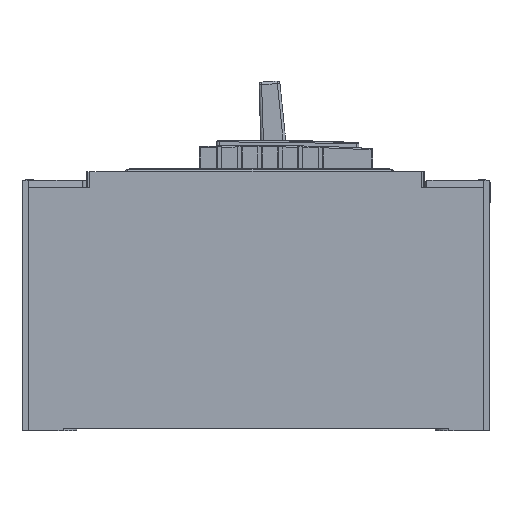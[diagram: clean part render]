
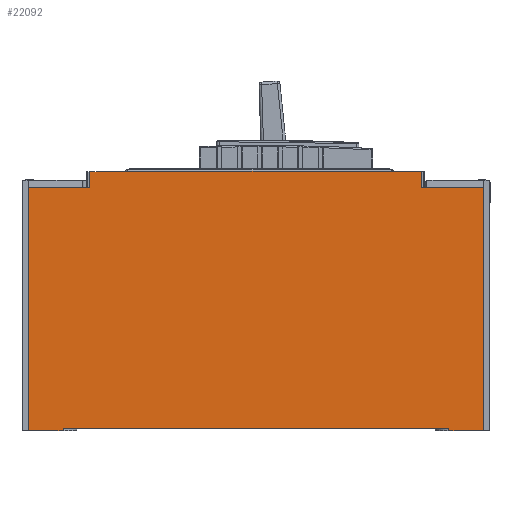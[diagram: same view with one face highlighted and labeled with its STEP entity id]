
A CAD part, left-side view. The second image highlights one B-rep face of the part: STEP entity #22092.
In plain terms, the highlighted planar face has unit normal (-1, 0, 0).
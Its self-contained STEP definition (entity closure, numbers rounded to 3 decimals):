
#159 = CARTESIAN_POINT ( 'NONE',  ( -60.65, -74.4, 72. ) ) ;
#280 = DIRECTION ( 'NONE',  ( 0., 0., -1. ) ) ;
#282 = DIRECTION ( 'NONE',  ( 0., 0., 1. ) ) ;
#866 = CARTESIAN_POINT ( 'NONE',  ( -60.65, 63.7, 99.6 ) ) ;
#1164 = CARTESIAN_POINT ( 'NONE',  ( -60.65, -74.4, -0.1 ) ) ;
#1172 = CARTESIAN_POINT ( 'NONE',  ( -60.65, 74., 0.8 ) ) ;
#1211 = LINE ( 'NONE', #27928, #35060 ) ;
#1335 = DIRECTION ( 'NONE',  ( 0., 0., 1. ) ) ;
#1676 = LINE ( 'NONE', #34948, #10373 ) ;
#2110 = LINE ( 'NONE', #19134, #6197 ) ;
#2205 = CARTESIAN_POINT ( 'NONE',  ( -60.65, 87.3, 93.4 ) ) ;
#2267 = VECTOR ( 'NONE', #282, 1000. ) ;
#2295 = LINE ( 'NONE', #29891, #3802 ) ;
#2456 = VECTOR ( 'NONE', #12912, 1000. ) ;
#2622 = VECTOR ( 'NONE', #35581, 1000. ) ;
#3302 = LINE ( 'NONE', #29942, #35631 ) ;
#3560 = FACE_OUTER_BOUND ( 'NONE', #19878, .T. ) ;
#3802 = VECTOR ( 'NONE', #280, 1000. ) ;
#3973 = CARTESIAN_POINT ( 'NONE',  ( -60.65, -37.2, -0.1 ) ) ;
#4747 = VERTEX_POINT ( 'NONE', #16245 ) ;
#5038 = CARTESIAN_POINT ( 'NONE',  ( -60.65, 87.3, -0.1 ) ) ;
#5420 = EDGE_CURVE ( 'NONE', #20863, #22865, #7574, .T. ) ;
#5691 = DIRECTION ( 'NONE',  ( 0., 0., -1. ) ) ;
#6052 = CARTESIAN_POINT ( 'NONE',  ( -60.65, -87.7, 93.4 ) ) ;
#6197 = VECTOR ( 'NONE', #25859, 1000. ) ;
#6367 = EDGE_CURVE ( 'NONE', #39976, #7106, #13899, .T. ) ;
#6554 = LINE ( 'NONE', #159, #14252 ) ;
#6614 = VERTEX_POINT ( 'NONE', #30145 ) ;
#6641 = ORIENTED_EDGE ( 'NONE', *, *, #35443, .F. ) ;
#6780 = CARTESIAN_POINT ( 'NONE',  ( -60.65, 74., 72.087 ) ) ;
#6843 = CARTESIAN_POINT ( 'NONE',  ( -60.65, 87.3, 72.087 ) ) ;
#6855 = VECTOR ( 'NONE', #14087, 1000. ) ;
#7106 = VERTEX_POINT ( 'NONE', #33177 ) ;
#7226 = ORIENTED_EDGE ( 'NONE', *, *, #11444, .F. ) ;
#7480 = CARTESIAN_POINT ( 'NONE',  ( -60.65, -87.7, 72. ) ) ;
#7574 = LINE ( 'NONE', #15452, #22895 ) ;
#7643 = ORIENTED_EDGE ( 'NONE', *, *, #34681, .F. ) ;
#8055 = DIRECTION ( 'NONE',  ( 0., 1., 0. ) ) ;
#8242 = EDGE_CURVE ( 'NONE', #39471, #30308, #9444, .T. ) ;
#9129 = CARTESIAN_POINT ( 'NONE',  ( -60.65, 49.1, 99.6 ) ) ;
#9444 = LINE ( 'NONE', #6843, #2267 ) ;
#10293 = LINE ( 'NONE', #6052, #2622 ) ;
#10373 = VECTOR ( 'NONE', #42325, 1000. ) ;
#10782 = ORIENTED_EDGE ( 'NONE', *, *, #26588, .T. ) ;
#11444 = EDGE_CURVE ( 'NONE', #11831, #40107, #12170, .T. ) ;
#11456 = LINE ( 'NONE', #22298, #31453 ) ;
#11483 = ORIENTED_EDGE ( 'NONE', *, *, #37927, .F. ) ;
#11584 = ORIENTED_EDGE ( 'NONE', *, *, #15370, .F. ) ;
#11831 = VERTEX_POINT ( 'NONE', #42172 ) ;
#12170 = LINE ( 'NONE', #23009, #2456 ) ;
#12840 = EDGE_CURVE ( 'NONE', #30988, #32897, #39775, .T. ) ;
#12912 = DIRECTION ( 'NONE',  ( 0., 0., 1. ) ) ;
#13526 = VERTEX_POINT ( 'NONE', #9129 ) ;
#13755 = CARTESIAN_POINT ( 'NONE',  ( -60.65, 74., -0.1 ) ) ;
#13794 = DIRECTION ( 'NONE',  ( 0., 1., 0. ) ) ;
#13899 = LINE ( 'NONE', #7480, #22012 ) ;
#14087 = DIRECTION ( 'NONE',  ( 0., -1., 0. ) ) ;
#14252 = VECTOR ( 'NONE', #23427, 1000. ) ;
#14345 = EDGE_CURVE ( 'NONE', #32897, #29671, #17306, .T. ) ;
#15370 = EDGE_CURVE ( 'NONE', #6614, #4747, #2295, .T. ) ;
#15452 = CARTESIAN_POINT ( 'NONE',  ( -60.65, -63.7, 71.6 ) ) ;
#16245 = CARTESIAN_POINT ( 'NONE',  ( -60.65, -52.2, 99.6 ) ) ;
#17029 = DIRECTION ( 'NONE',  ( 0., 1., 0. ) ) ;
#17184 = CARTESIAN_POINT ( 'NONE',  ( -60.65, -37.2, 72. ) ) ;
#17306 = LINE ( 'NONE', #6780, #25505 ) ;
#17480 = ORIENTED_EDGE ( 'NONE', *, *, #29278, .T. ) ;
#18219 = LINE ( 'NONE', #3973, #33599 ) ;
#18942 = ORIENTED_EDGE ( 'NONE', *, *, #32650, .T. ) ;
#19134 = CARTESIAN_POINT ( 'NONE',  ( -60.65, -87.7, 93.4 ) ) ;
#19296 = ORIENTED_EDGE ( 'NONE', *, *, #36012, .F. ) ;
#19314 = CARTESIAN_POINT ( 'NONE',  ( -60.65, 49.1, 99.8 ) ) ;
#19878 = EDGE_LOOP ( 'NONE', ( #34485, #7643, #6641, #36105, #10782, #33112, #17480, #11584, #19296, #23530, #38886, #7226, #18942, #38327, #11483, #28910 ) ) ;
#20436 = EDGE_CURVE ( 'NONE', #13526, #40107, #3302, .T. ) ;
#20863 = VERTEX_POINT ( 'NONE', #35678 ) ;
#22012 = VECTOR ( 'NONE', #1335, 1000. ) ;
#22092 = ADVANCED_FACE ( 'NONE', ( #3560 ), #40482, .F. ) ;
#22298 = CARTESIAN_POINT ( 'NONE',  ( -60.65, -30.787, -0.1 ) ) ;
#22865 = VERTEX_POINT ( 'NONE', #38820 ) ;
#22895 = VECTOR ( 'NONE', #5691, 1000. ) ;
#23009 = CARTESIAN_POINT ( 'NONE',  ( -60.65, 63.7, 71.6 ) ) ;
#23427 = DIRECTION ( 'NONE',  ( 0., 0., 1. ) ) ;
#23530 = ORIENTED_EDGE ( 'NONE', *, *, #24468, .F. ) ;
#24468 = EDGE_CURVE ( 'NONE', #13526, #39633, #1676, .T. ) ;
#25505 = VECTOR ( 'NONE', #36597, 1000. ) ;
#25859 = DIRECTION ( 'NONE',  ( 0., 1., 0. ) ) ;
#26588 = EDGE_CURVE ( 'NONE', #7106, #22865, #2110, .T. ) ;
#27180 = DIRECTION ( 'NONE',  ( 0., 0., -1. ) ) ;
#27527 = CARTESIAN_POINT ( 'NONE',  ( -60.65, -37.2, 0.8 ) ) ;
#27928 = CARTESIAN_POINT ( 'NONE',  ( -60.65, -63.7, 99.6 ) ) ;
#28910 = ORIENTED_EDGE ( 'NONE', *, *, #14345, .F. ) ;
#28944 = VECTOR ( 'NONE', #8055, 1000. ) ;
#29278 = EDGE_CURVE ( 'NONE', #20863, #4747, #1211, .T. ) ;
#29671 = VERTEX_POINT ( 'NONE', #13755 ) ;
#29891 = CARTESIAN_POINT ( 'NONE',  ( -60.65, -52.2, 96.7 ) ) ;
#29942 = CARTESIAN_POINT ( 'NONE',  ( -60.65, -63.7, 99.6 ) ) ;
#30145 = CARTESIAN_POINT ( 'NONE',  ( -60.65, -52.2, 99.8 ) ) ;
#30308 = VERTEX_POINT ( 'NONE', #2205 ) ;
#30535 = VERTEX_POINT ( 'NONE', #1164 ) ;
#30955 = CARTESIAN_POINT ( 'NONE',  ( -60.65, -0.05, 99.8 ) ) ;
#30988 = VERTEX_POINT ( 'NONE', #40710 ) ;
#31441 = LINE ( 'NONE', #30955, #6855 ) ;
#31453 = VECTOR ( 'NONE', #17029, 1000. ) ;
#32650 = EDGE_CURVE ( 'NONE', #11831, #30308, #10293, .T. ) ;
#32897 = VERTEX_POINT ( 'NONE', #1172 ) ;
#33112 = ORIENTED_EDGE ( 'NONE', *, *, #5420, .F. ) ;
#33177 = CARTESIAN_POINT ( 'NONE',  ( -60.65, -87.7, 93.4 ) ) ;
#33599 = VECTOR ( 'NONE', #37068, 1000. ) ;
#34485 = ORIENTED_EDGE ( 'NONE', *, *, #12840, .F. ) ;
#34541 = DIRECTION ( 'NONE',  ( 0., 1., 0. ) ) ;
#34681 = EDGE_CURVE ( 'NONE', #30535, #30988, #6554, .T. ) ;
#34948 = CARTESIAN_POINT ( 'NONE',  ( -60.65, 49.1, 71.6 ) ) ;
#35060 = VECTOR ( 'NONE', #34541, 1000. ) ;
#35443 = EDGE_CURVE ( 'NONE', #39976, #30535, #18219, .T. ) ;
#35581 = DIRECTION ( 'NONE',  ( 0., 1., 0. ) ) ;
#35631 = VECTOR ( 'NONE', #13794, 1000. ) ;
#35678 = CARTESIAN_POINT ( 'NONE',  ( -60.65, -63.7, 99.6 ) ) ;
#36012 = EDGE_CURVE ( 'NONE', #39633, #6614, #31441, .T. ) ;
#36105 = ORIENTED_EDGE ( 'NONE', *, *, #6367, .T. ) ;
#36597 = DIRECTION ( 'NONE',  ( 0., 0., -1. ) ) ;
#37068 = DIRECTION ( 'NONE',  ( 0., 1., 0. ) ) ;
#37277 = DIRECTION ( 'NONE',  ( 1., 0., 0. ) ) ;
#37927 = EDGE_CURVE ( 'NONE', #29671, #39471, #11456, .T. ) ;
#38327 = ORIENTED_EDGE ( 'NONE', *, *, #8242, .F. ) ;
#38598 = AXIS2_PLACEMENT_3D ( 'NONE', #17184, #37277, #27180 ) ;
#38820 = CARTESIAN_POINT ( 'NONE',  ( -60.65, -63.7, 93.4 ) ) ;
#38886 = ORIENTED_EDGE ( 'NONE', *, *, #20436, .T. ) ;
#39471 = VERTEX_POINT ( 'NONE', #5038 ) ;
#39633 = VERTEX_POINT ( 'NONE', #19314 ) ;
#39775 = LINE ( 'NONE', #27527, #28944 ) ;
#39976 = VERTEX_POINT ( 'NONE', #42229 ) ;
#40107 = VERTEX_POINT ( 'NONE', #866 ) ;
#40482 = PLANE ( 'NONE',  #38598 ) ;
#40710 = CARTESIAN_POINT ( 'NONE',  ( -60.65, -74.4, 0.8 ) ) ;
#42172 = CARTESIAN_POINT ( 'NONE',  ( -60.65, 63.7, 93.4 ) ) ;
#42229 = CARTESIAN_POINT ( 'NONE',  ( -60.65, -87.7, -0.1 ) ) ;
#42325 = DIRECTION ( 'NONE',  ( 0., 0., 1. ) ) ;
